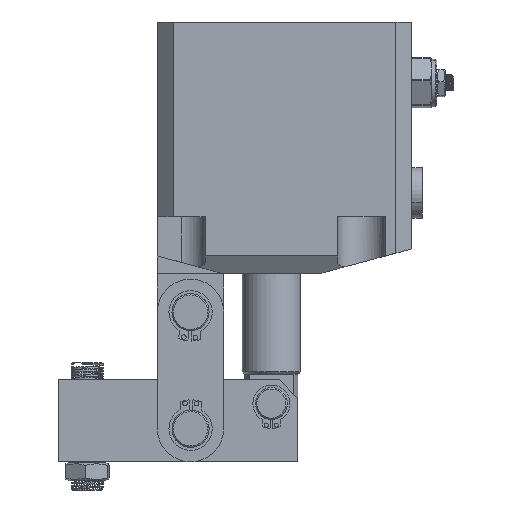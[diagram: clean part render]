
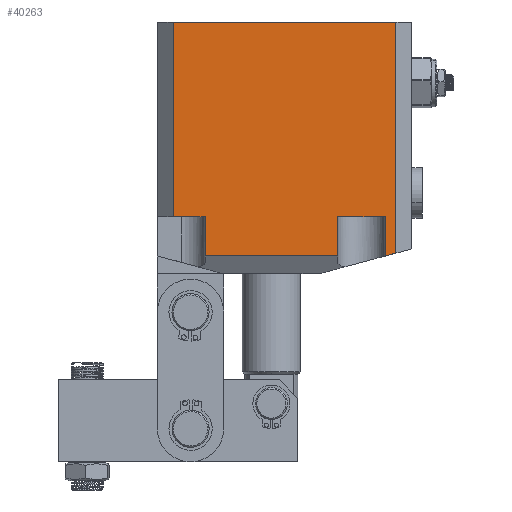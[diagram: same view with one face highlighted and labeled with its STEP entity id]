
A CAD part, front view. The second image highlights one B-rep face of the part: STEP entity #40263.
In plain terms, the highlighted planar face has unit normal (0, -1, 0).
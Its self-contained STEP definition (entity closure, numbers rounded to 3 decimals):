
#180 = VERTEX_POINT ( 'NONE', #6862 ) ;
#450 = VERTEX_POINT ( 'NONE', #55105 ) ;
#492 = CARTESIAN_POINT ( 'NONE',  ( 43., -43., -40.801 ) ) ;
#4125 = DIRECTION ( 'NONE',  ( 0., 0., -1. ) ) ;
#6862 = CARTESIAN_POINT ( 'NONE',  ( 47., -43., 47.5 ) ) ;
#9060 = DIRECTION ( 'NONE',  ( 0., 1., 0. ) ) ;
#9566 = VECTOR ( 'NONE', #71495, 1000. ) ;
#9959 = EDGE_CURVE ( 'NONE', #48325, #180, #58761, .T. ) ;
#10232 = ORIENTED_EDGE ( 'NONE', *, *, #54756, .F. ) ;
#11970 = VECTOR ( 'NONE', #25983, 1000. ) ;
#12246 = CARTESIAN_POINT ( 'NONE',  ( 47., -43., -26. ) ) ;
#13872 = LINE ( 'NONE', #61955, #11970 ) ;
#14826 = CARTESIAN_POINT ( 'NONE',  ( -43., -43., 47.5 ) ) ;
#14993 = FACE_OUTER_BOUND ( 'NONE', #68022, .T. ) ;
#15584 = EDGE_CURVE ( 'NONE', #20523, #52413, #61790, .T. ) ;
#15595 = CARTESIAN_POINT ( 'NONE',  ( -37., -43., 47.5 ) ) ;
#20018 = CARTESIAN_POINT ( 'NONE',  ( 47., -43., -26. ) ) ;
#20523 = VERTEX_POINT ( 'NONE', #30076 ) ;
#20838 = DIRECTION ( 'NONE',  ( 1., 0., 0. ) ) ;
#23119 = CARTESIAN_POINT ( 'NONE',  ( 47., -43., -39.729 ) ) ;
#23330 = VERTEX_POINT ( 'NONE', #66540 ) ;
#24350 = CARTESIAN_POINT ( 'NONE',  ( 47., -43., -40.801 ) ) ;
#24638 = EDGE_CURVE ( 'NONE', #450, #20523, #32791, .T. ) ;
#25498 = LINE ( 'NONE', #65504, #9566 ) ;
#25983 = DIRECTION ( 'NONE',  ( 0., 0., 1. ) ) ;
#27789 = DIRECTION ( 'NONE',  ( 0., 0., 1. ) ) ;
#28457 = CARTESIAN_POINT ( 'NONE',  ( -25., -43., -40.801 ) ) ;
#30076 = CARTESIAN_POINT ( 'NONE',  ( 25., -43., -40.801 ) ) ;
#30103 = EDGE_CURVE ( 'NONE', #52413, #23330, #76258, .T. ) ;
#30321 = VECTOR ( 'NONE', #27789, 1000. ) ;
#30547 = VECTOR ( 'NONE', #20838, 1000. ) ;
#31765 = VECTOR ( 'NONE', #72279, 1000. ) ;
#32142 = CARTESIAN_POINT ( 'NONE',  ( -37., -43., -26. ) ) ;
#32791 = LINE ( 'NONE', #45577, #62795 ) ;
#33287 = VERTEX_POINT ( 'NONE', #15595 ) ;
#35307 = VERTEX_POINT ( 'NONE', #56859 ) ;
#38122 = ORIENTED_EDGE ( 'NONE', *, *, #50984, .F. ) ;
#39029 = EDGE_CURVE ( 'NONE', #23330, #56659, #45494, .T. ) ;
#39341 = CARTESIAN_POINT ( 'NONE',  ( 47., -43., -39.729 ) ) ;
#40263 = ADVANCED_FACE ( 'NONE', ( #14993 ), #56813, .F. ) ;
#41225 = LINE ( 'NONE', #20018, #55344 ) ;
#42080 = LINE ( 'NONE', #23119, #72045 ) ;
#42726 = ORIENTED_EDGE ( 'NONE', *, *, #9959, .T. ) ;
#43658 = ORIENTED_EDGE ( 'NONE', *, *, #65756, .F. ) ;
#44429 = CARTESIAN_POINT ( 'NONE',  ( 47., -43., -40.253 ) ) ;
#44991 = CARTESIAN_POINT ( 'NONE',  ( 47., -43., -40.801 ) ) ;
#45494 = LINE ( 'NONE', #12246, #75462 ) ;
#45577 = CARTESIAN_POINT ( 'NONE',  ( 25., -43., -40.801 ) ) ;
#48104 = ORIENTED_EDGE ( 'NONE', *, *, #24638, .F. ) ;
#48325 = VERTEX_POINT ( 'NONE', #39341 ) ;
#48394 = LINE ( 'NONE', #14826, #30547 ) ;
#49686 = DIRECTION ( 'NONE',  ( 0., 0., 1. ) ) ;
#50984 = EDGE_CURVE ( 'NONE', #56659, #33287, #25498, .T. ) ;
#51027 = DIRECTION ( 'NONE',  ( 0., 0., 1. ) ) ;
#52060 = VERTEX_POINT ( 'NONE', #492 ) ;
#52413 = VERTEX_POINT ( 'NONE', #28457 ) ;
#54756 = EDGE_CURVE ( 'NONE', #52060, #35307, #13872, .T. ) ;
#55105 = CARTESIAN_POINT ( 'NONE',  ( 25., -43., -26. ) ) ;
#55344 = VECTOR ( 'NONE', #67999, 1000. ) ;
#55856 = DIRECTION ( 'NONE',  ( -1., 0., 0. ) ) ;
#56659 = VERTEX_POINT ( 'NONE', #32142 ) ;
#56813 = PLANE ( 'NONE',  #68682 ) ;
#56859 = CARTESIAN_POINT ( 'NONE',  ( 43., -43., -26. ) ) ;
#57018 = ORIENTED_EDGE ( 'NONE', *, *, #71807, .F. ) ;
#58761 = LINE ( 'NONE', #44429, #72744 ) ;
#59209 = ORIENTED_EDGE ( 'NONE', *, *, #15584, .F. ) ;
#61790 = LINE ( 'NONE', #24350, #31765 ) ;
#61955 = CARTESIAN_POINT ( 'NONE',  ( 43., -43., -40.801 ) ) ;
#62795 = VECTOR ( 'NONE', #4125, 1000. ) ;
#63746 = CARTESIAN_POINT ( 'NONE',  ( -25., -43., -40.801 ) ) ;
#64662 = ORIENTED_EDGE ( 'NONE', *, *, #70004, .F. ) ;
#65504 = CARTESIAN_POINT ( 'NONE',  ( -37., -43., -40.801 ) ) ;
#65756 = EDGE_CURVE ( 'NONE', #33287, #180, #48394, .T. ) ;
#66540 = CARTESIAN_POINT ( 'NONE',  ( -25., -43., -26. ) ) ;
#66941 = ORIENTED_EDGE ( 'NONE', *, *, #39029, .F. ) ;
#67882 = ORIENTED_EDGE ( 'NONE', *, *, #30103, .F. ) ;
#67999 = DIRECTION ( 'NONE',  ( -1., 0., 0. ) ) ;
#68022 = EDGE_LOOP ( 'NONE', ( #67882, #59209, #48104, #64662, #10232, #57018, #42726, #43658, #38122, #66941 ) ) ;
#68682 = AXIS2_PLACEMENT_3D ( 'NONE', #44991, #9060, #51027 ) ;
#70004 = EDGE_CURVE ( 'NONE', #35307, #450, #41225, .T. ) ;
#71495 = DIRECTION ( 'NONE',  ( 0., 0., 1. ) ) ;
#71807 = EDGE_CURVE ( 'NONE', #48325, #52060, #42080, .T. ) ;
#72045 = VECTOR ( 'NONE', #77102, 1000. ) ;
#72279 = DIRECTION ( 'NONE',  ( -1., 0., 0. ) ) ;
#72744 = VECTOR ( 'NONE', #49686, 1000. ) ;
#75462 = VECTOR ( 'NONE', #55856, 1000. ) ;
#76258 = LINE ( 'NONE', #63746, #30321 ) ;
#77102 = DIRECTION ( 'NONE',  ( -0.966, 0., -0.259 ) ) ;
